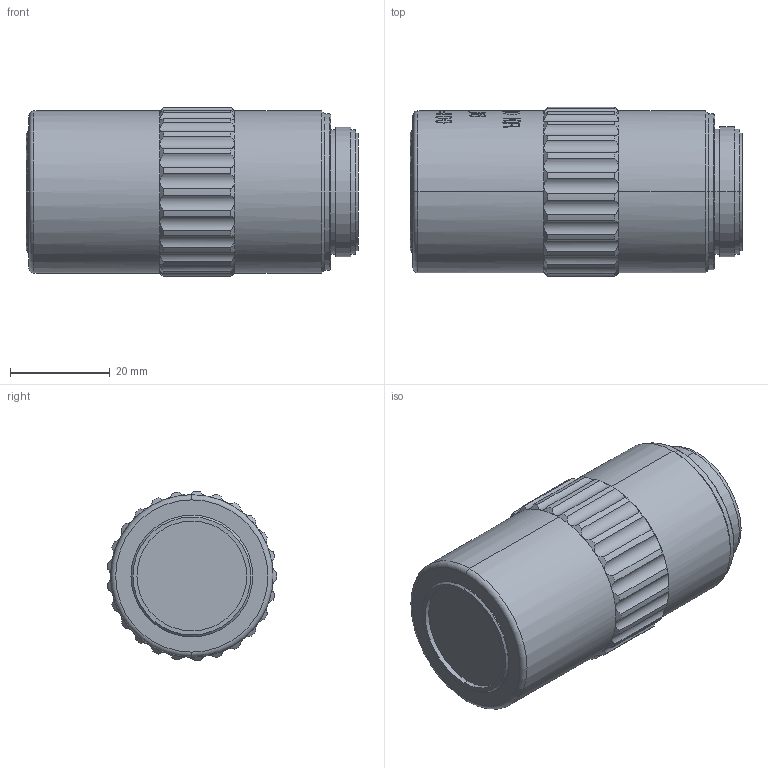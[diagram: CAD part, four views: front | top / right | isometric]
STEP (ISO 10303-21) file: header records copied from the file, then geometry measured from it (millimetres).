
FILE_DESCRIPTION (( 'STEP AP214' ), '1' );
FILE_NAME ('690006湍攷.STEP', '2022-04-07T02:03:05', ( '' ), ( '' ), 'SwSTEP 2.0', 'SolidWorks 2020', '' );
FILE_SCHEMA (( 'AUTOMOTIVE_DESIGN' ));
Length unit declared in the file: millimetre
Products named in the file (1): 690006湍攷
Bounding box: 66.5 x 33.93 x 33.99 mm (x, y, z)
Volume: 53229.5 mm3; surface area: 8745.4 mm2
Topology: 1 solids, 1 shells, 606 faces, 1609 edges, 1052 vertices
Faces by surface type: bspline 378, cylinder 116, cone 58, plane 52, torus 2
Entity records: 54876 total; most frequent: CARTESIAN_POINT 43307, ORIENTED_EDGE 3218, EDGE_CURVE 1609, B_SPLINE_CURVE_WITH_KNOTS 1280, VERTEX_POINT 1052, DIRECTION 967, EDGE_LOOP 653, ADVANCED_FACE 606
